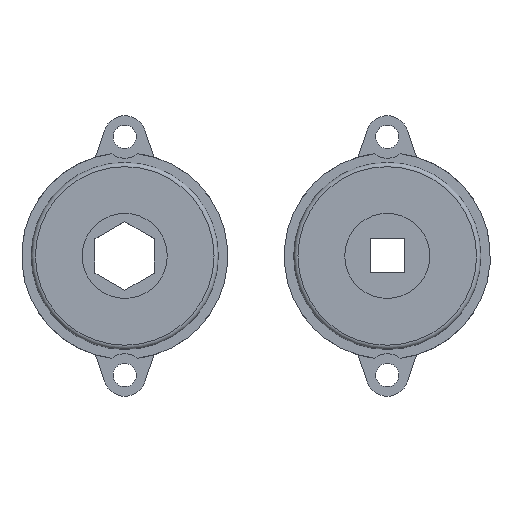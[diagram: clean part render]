
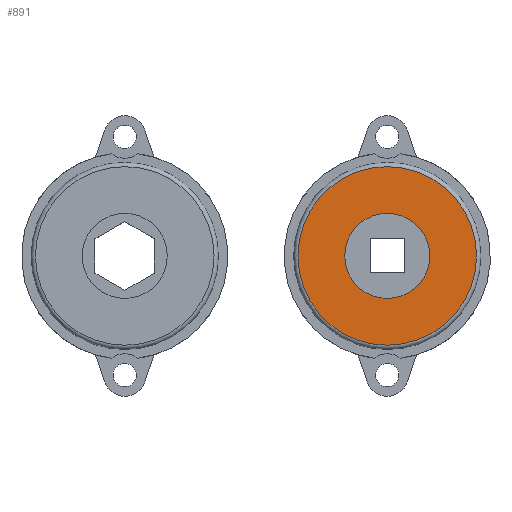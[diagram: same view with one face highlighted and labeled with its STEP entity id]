
A CAD part, top view. The second image highlights one B-rep face of the part: STEP entity #891.
In plain terms, the highlighted planar face has unit normal (0, 0, 1).
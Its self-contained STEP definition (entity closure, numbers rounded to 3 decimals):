
#17=FACE_BOUND('',#294,.T.);
#33=PLANE('',#962);
#241=FACE_OUTER_BOUND('',#293,.T.);
#293=EDGE_LOOP('',(#635));
#294=EDGE_LOOP('',(#636));
#359=CIRCLE('',#957,21.);
#363=CIRCLE('',#963,10.);
#411=VERTEX_POINT('',#1350);
#414=VERTEX_POINT('',#1360);
#497=EDGE_CURVE('',#411,#411,#359,.T.);
#502=EDGE_CURVE('',#414,#414,#363,.T.);
#635=ORIENTED_EDGE('',*,*,#497,.F.);
#636=ORIENTED_EDGE('',*,*,#502,.T.);
#891=ADVANCED_FACE('',(#241,#17),#33,.T.);
#957=AXIS2_PLACEMENT_3D('',#1351,#1064,#1065);
#962=AXIS2_PLACEMENT_3D('',#1359,#1075,#1076);
#963=AXIS2_PLACEMENT_3D('',#1361,#1077,#1078);
#1064=DIRECTION('center_axis',(0.,0.,-1.));
#1065=DIRECTION('ref_axis',(1.,0.,0.));
#1075=DIRECTION('center_axis',(0.,0.,1.));
#1076=DIRECTION('ref_axis',(1.,0.,0.));
#1077=DIRECTION('center_axis',(0.,0.,-1.));
#1078=DIRECTION('ref_axis',(1.,0.,0.));
#1350=CARTESIAN_POINT('',(25.656,118.587,8.8));
#1351=CARTESIAN_POINT('Origin',(46.656,118.587,8.8));
#1359=CARTESIAN_POINT('Origin',(46.656,118.587,8.8));
#1360=CARTESIAN_POINT('',(36.656,118.587,8.8));
#1361=CARTESIAN_POINT('Origin',(46.656,118.587,8.8));
